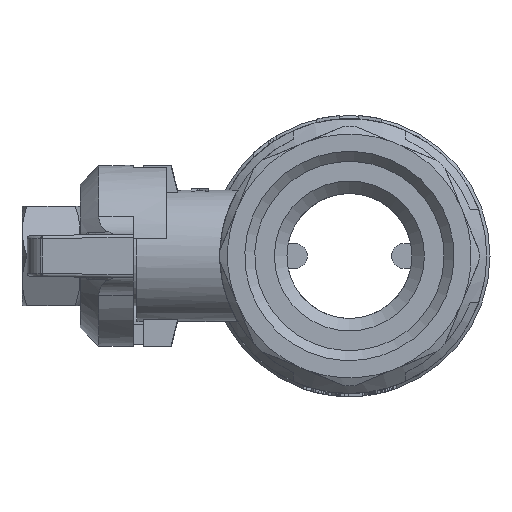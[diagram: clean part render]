
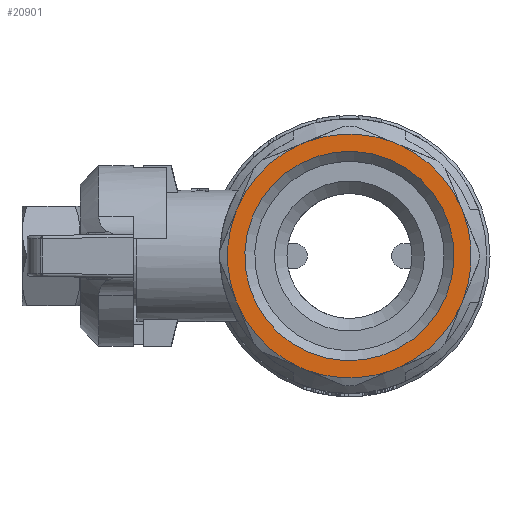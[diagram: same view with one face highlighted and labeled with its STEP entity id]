
A CAD part, left-side view. The second image highlights one B-rep face of the part: STEP entity #20901.
In plain terms, the highlighted face is planar.
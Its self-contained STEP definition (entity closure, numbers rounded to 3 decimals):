
#1662=LINE('',#31441,#2907);
#1667=LINE('',#31546,#2912);
#1669=LINE('',#31592,#2914);
#1674=LINE('',#31697,#2919);
#1679=LINE('',#31785,#2924);
#1779=LINE('',#34046,#3024);
#2769=LINE('',#38146,#4014);
#2770=LINE('',#38150,#4015);
#2907=VECTOR('',#24285,1000.);
#2912=VECTOR('',#24292,1000.);
#2914=VECTOR('',#24296,1000.);
#2919=VECTOR('',#24303,1000.);
#2924=VECTOR('',#24322,1000.);
#3024=VECTOR('',#25890,1000.);
#4014=VECTOR('',#30452,1000.);
#4015=VECTOR('',#30457,1000.);
#5148=PLANE('',#23785);
#10720=ORIENTED_EDGE('',*,*,#11645,.T.);
#10721=ORIENTED_EDGE('',*,*,#14343,.F.);
#10722=ORIENTED_EDGE('',*,*,#12470,.T.);
#10723=ORIENTED_EDGE('',*,*,#14344,.F.);
#10724=ORIENTED_EDGE('',*,*,#14345,.T.);
#10725=ORIENTED_EDGE('',*,*,#14346,.F.);
#10726=ORIENTED_EDGE('',*,*,#11622,.T.);
#10727=ORIENTED_EDGE('',*,*,#14347,.F.);
#10728=ORIENTED_EDGE('',*,*,#11632,.T.);
#10729=ORIENTED_EDGE('',*,*,#14340,.F.);
#10730=ORIENTED_EDGE('',*,*,#14348,.T.);
#10731=ORIENTED_EDGE('',*,*,#14349,.F.);
#10732=ORIENTED_EDGE('',*,*,#11617,.T.);
#10733=ORIENTED_EDGE('',*,*,#14342,.F.);
#10734=ORIENTED_EDGE('',*,*,#11607,.T.);
#10735=ORIENTED_EDGE('',*,*,#14350,.F.);
#10736=ORIENTED_EDGE('',*,*,#14351,.F.);
#11607=EDGE_CURVE('',#14771,#14770,#1662,.T.);
#11617=EDGE_CURVE('',#14781,#14780,#1667,.T.);
#11622=EDGE_CURVE('',#14785,#14784,#1669,.T.);
#11632=EDGE_CURVE('',#14795,#14794,#1674,.T.);
#11645=EDGE_CURVE('',#14807,#14806,#1679,.T.);
#12470=EDGE_CURVE('',#15607,#15606,#1779,.T.);
#14340=EDGE_CURVE('',#16609,#14794,#17093,.T.);
#14342=EDGE_CURVE('',#14771,#14780,#17095,.T.);
#14343=EDGE_CURVE('',#15607,#14806,#17096,.T.);
#14344=EDGE_CURVE('',#16610,#15606,#17097,.T.);
#14345=EDGE_CURVE('',#16610,#16611,#2769,.T.);
#14346=EDGE_CURVE('',#14785,#16611,#17098,.T.);
#14347=EDGE_CURVE('',#14795,#14784,#17099,.T.);
#14348=EDGE_CURVE('',#16609,#16612,#2770,.T.);
#14349=EDGE_CURVE('',#14781,#16612,#17100,.T.);
#14350=EDGE_CURVE('',#14807,#14770,#17101,.T.);
#14351=EDGE_CURVE('',#16613,#16613,#17102,.T.);
#14770=VERTEX_POINT('',#31440);
#14771=VERTEX_POINT('',#31442);
#14780=VERTEX_POINT('',#31545);
#14781=VERTEX_POINT('',#31547);
#14784=VERTEX_POINT('',#31591);
#14785=VERTEX_POINT('',#31593);
#14794=VERTEX_POINT('',#31696);
#14795=VERTEX_POINT('',#31698);
#14806=VERTEX_POINT('',#31784);
#14807=VERTEX_POINT('',#31786);
#15606=VERTEX_POINT('',#34045);
#15607=VERTEX_POINT('',#34047);
#16609=VERTEX_POINT('',#38137);
#16610=VERTEX_POINT('',#38145);
#16611=VERTEX_POINT('',#38147);
#16612=VERTEX_POINT('',#38151);
#16613=VERTEX_POINT('',#38155);
#17093=CIRCLE('',#23781,19.507);
#17095=CIRCLE('',#23784,19.507);
#17096=CIRCLE('',#23786,19.507);
#17097=CIRCLE('',#23787,19.507);
#17098=CIRCLE('',#23788,19.507);
#17099=CIRCLE('',#23789,19.507);
#17100=CIRCLE('',#23790,19.507);
#17101=CIRCLE('',#23791,19.507);
#17102=CIRCLE('',#23792,16.746);
#18310=EDGE_LOOP('',(#10720,#10721,#10722,#10723,#10724,#10725,#10726,#10727,
#10728,#10729,#10730,#10731,#10732,#10733,#10734,#10735));
#18311=EDGE_LOOP('',(#10736));
#19613=FACE_BOUND('',#18310,.T.);
#19614=FACE_BOUND('',#18311,.T.);
#20901=ADVANCED_FACE('',(#19613,#19614),#5148,.F.);
#23781=AXIS2_PLACEMENT_3D('',#38138,#30438,#30439);
#23784=AXIS2_PLACEMENT_3D('',#38141,#30444,#30445);
#23785=AXIS2_PLACEMENT_3D('',#38142,#30446,#30447);
#23786=AXIS2_PLACEMENT_3D('',#38143,#30448,#30449);
#23787=AXIS2_PLACEMENT_3D('',#38144,#30450,#30451);
#23788=AXIS2_PLACEMENT_3D('',#38148,#30453,#30454);
#23789=AXIS2_PLACEMENT_3D('',#38149,#30455,#30456);
#23790=AXIS2_PLACEMENT_3D('',#38152,#30458,#30459);
#23791=AXIS2_PLACEMENT_3D('',#38153,#30460,#30461);
#23792=AXIS2_PLACEMENT_3D('',#38154,#30462,#30463);
#24285=DIRECTION('',(-1.,0.,0.));
#24292=DIRECTION('',(-0.707,-0.707,0.));
#24296=DIRECTION('',(1.,0.,0.));
#24303=DIRECTION('',(0.707,-0.707,0.));
#24322=DIRECTION('',(-0.707,0.707,0.));
#25890=DIRECTION('',(0.,1.,0.));
#30438=DIRECTION('',(0.,0.,1.));
#30439=DIRECTION('',(1.,0.,0.));
#30444=DIRECTION('',(0.,0.,1.));
#30445=DIRECTION('',(1.,0.,0.));
#30446=DIRECTION('',(0.,0.,1.));
#30447=DIRECTION('',(1.,0.,0.));
#30448=DIRECTION('',(0.,0.,1.));
#30449=DIRECTION('',(1.,0.,0.));
#30450=DIRECTION('',(0.,0.,1.));
#30451=DIRECTION('',(1.,0.,0.));
#30452=DIRECTION('',(0.707,0.707,0.));
#30453=DIRECTION('',(0.,0.,1.));
#30454=DIRECTION('',(1.,0.,0.));
#30455=DIRECTION('',(0.,0.,1.));
#30456=DIRECTION('',(1.,0.,0.));
#30457=DIRECTION('',(0.,-1.,0.));
#30458=DIRECTION('',(0.,0.,1.));
#30459=DIRECTION('',(1.,0.,0.));
#30460=DIRECTION('',(0.,0.,1.));
#30461=DIRECTION('',(1.,0.,0.));
#30462=DIRECTION('',(0.,0.,-1.));
#30463=DIRECTION('',(-1.,0.,0.));
#31440=CARTESIAN_POINT('',(-0.509,-19.5,0.));
#31441=CARTESIAN_POINT('',(0.,-19.5,0.));
#31442=CARTESIAN_POINT('',(0.509,-19.5,0.));
#31545=CARTESIAN_POINT('',(13.429,-14.149,0.));
#31546=CARTESIAN_POINT('',(27.577,0.,0.));
#31547=CARTESIAN_POINT('',(14.149,-13.429,0.));
#31591=CARTESIAN_POINT('',(0.509,19.5,0.));
#31592=CARTESIAN_POINT('',(0.,19.5,0.));
#31593=CARTESIAN_POINT('',(-0.509,19.5,0.));
#31696=CARTESIAN_POINT('',(14.149,13.429,0.));
#31697=CARTESIAN_POINT('',(0.,27.577,0.));
#31698=CARTESIAN_POINT('',(13.429,14.149,0.));
#31784=CARTESIAN_POINT('',(-14.149,-13.429,0.));
#31785=CARTESIAN_POINT('',(-27.577,0.,0.));
#31786=CARTESIAN_POINT('',(-13.429,-14.149,0.));
#34045=CARTESIAN_POINT('',(-19.5,0.509,0.));
#34046=CARTESIAN_POINT('',(-19.5,0.,0.));
#34047=CARTESIAN_POINT('',(-19.5,-0.509,0.));
#38137=CARTESIAN_POINT('',(19.5,0.509,0.));
#38138=CARTESIAN_POINT('',(0.,0.,0.));
#38141=CARTESIAN_POINT('',(0.,0.,0.));
#38142=CARTESIAN_POINT('',(0.,0.,0.));
#38143=CARTESIAN_POINT('',(0.,0.,0.));
#38144=CARTESIAN_POINT('',(0.,0.,0.));
#38145=CARTESIAN_POINT('',(-14.149,13.429,0.));
#38146=CARTESIAN_POINT('',(-27.577,0.,0.));
#38147=CARTESIAN_POINT('',(-13.429,14.149,0.));
#38148=CARTESIAN_POINT('',(0.,0.,0.));
#38149=CARTESIAN_POINT('',(0.,0.,0.));
#38150=CARTESIAN_POINT('',(19.5,0.,0.));
#38151=CARTESIAN_POINT('',(19.5,-0.509,0.));
#38152=CARTESIAN_POINT('',(0.,0.,0.));
#38153=CARTESIAN_POINT('',(0.,0.,0.));
#38154=CARTESIAN_POINT('',(0.,0.,0.));
#38155=CARTESIAN_POINT('',(-16.746,0.,0.));
